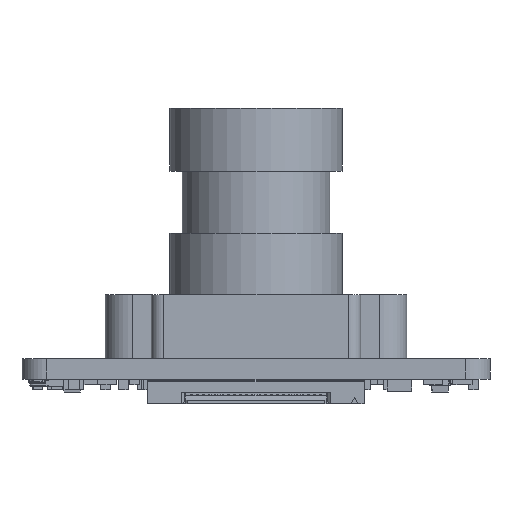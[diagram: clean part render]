
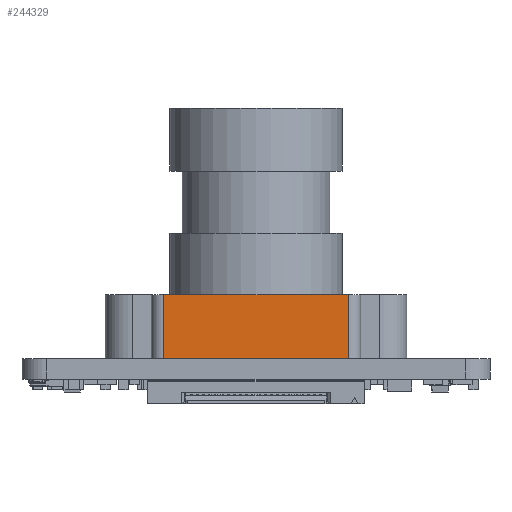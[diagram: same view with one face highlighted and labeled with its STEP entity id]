
A CAD part, front view. The second image highlights one B-rep face of the part: STEP entity #244329.
In plain terms, the highlighted planar face has unit normal (0, -1, 0).
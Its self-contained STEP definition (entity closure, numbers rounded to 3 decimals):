
#2334 = CARTESIAN_POINT ( 'NONE',  ( 12.6, -19.045, 5.2 ) ) ;
#3996 = FACE_OUTER_BOUND ( 'NONE', #271479, .T. ) ;
#9702 = ORIENTED_EDGE ( 'NONE', *, *, #77958, .T. ) ;
#22272 = CARTESIAN_POINT ( 'NONE',  ( 12.6, -19.045, 5.2 ) ) ;
#24920 = EDGE_CURVE ( 'NONE', #138767, #133692, #100701, .T. ) ;
#31186 = DIRECTION ( 'NONE',  ( 0., 0., -1. ) ) ;
#44408 = EDGE_CURVE ( 'NONE', #248771, #179090, #90206, .T. ) ;
#44721 = DIRECTION ( 'NONE',  ( 1., 0., 0. ) ) ;
#46171 = VECTOR ( 'NONE', #31186, 1000. ) ;
#67047 = CARTESIAN_POINT ( 'NONE',  ( -2.4, -19.045, 0. ) ) ;
#68952 = CARTESIAN_POINT ( 'NONE',  ( -3.4, -19.045, 5.2 ) ) ;
#69179 = ORIENTED_EDGE ( 'NONE', *, *, #24920, .T. ) ;
#71947 = PLANE ( 'NONE',  #238798 ) ;
#73700 = CARTESIAN_POINT ( 'NONE',  ( -2.4, -19.045, 5.2 ) ) ;
#74953 = DIRECTION ( 'NONE',  ( 0., 0., 1. ) ) ;
#77958 = EDGE_CURVE ( 'NONE', #133692, #248771, #205100, .T. ) ;
#90206 = LINE ( 'NONE', #22272, #121500 ) ;
#100701 = LINE ( 'NONE', #124849, #46171 ) ;
#101726 = VECTOR ( 'NONE', #117134, 1000. ) ;
#114431 = DIRECTION ( 'NONE',  ( 0., 0., 1. ) ) ;
#117134 = DIRECTION ( 'NONE',  ( 1., 0., 0. ) ) ;
#118746 = VECTOR ( 'NONE', #44721, 1000. ) ;
#121500 = VECTOR ( 'NONE', #114431, 1000. ) ;
#124849 = CARTESIAN_POINT ( 'NONE',  ( -2.4, -19.045, 5.2 ) ) ;
#133692 = VERTEX_POINT ( 'NONE', #67047 ) ;
#138767 = VERTEX_POINT ( 'NONE', #73700 ) ;
#145207 = ORIENTED_EDGE ( 'NONE', *, *, #251517, .F. ) ;
#150072 = ORIENTED_EDGE ( 'NONE', *, *, #44408, .T. ) ;
#159617 = CARTESIAN_POINT ( 'NONE',  ( -3.4, -19.045, 0. ) ) ;
#165529 = CARTESIAN_POINT ( 'NONE',  ( -3.4, -19.045, 5.2 ) ) ;
#179090 = VERTEX_POINT ( 'NONE', #2334 ) ;
#186720 = LINE ( 'NONE', #165529, #101726 ) ;
#205100 = LINE ( 'NONE', #159617, #118746 ) ;
#238798 = AXIS2_PLACEMENT_3D ( 'NONE', #68952, #282249, #74953 ) ;
#244329 = ADVANCED_FACE ( 'NONE', ( #3996 ), #71947, .F. ) ;
#248771 = VERTEX_POINT ( 'NONE', #250607 ) ;
#250607 = CARTESIAN_POINT ( 'NONE',  ( 12.6, -19.045, 0. ) ) ;
#251517 = EDGE_CURVE ( 'NONE', #138767, #179090, #186720, .T. ) ;
#271479 = EDGE_LOOP ( 'NONE', ( #9702, #150072, #145207, #69179 ) ) ;
#282249 = DIRECTION ( 'NONE',  ( 0., 1., 0. ) ) ;
